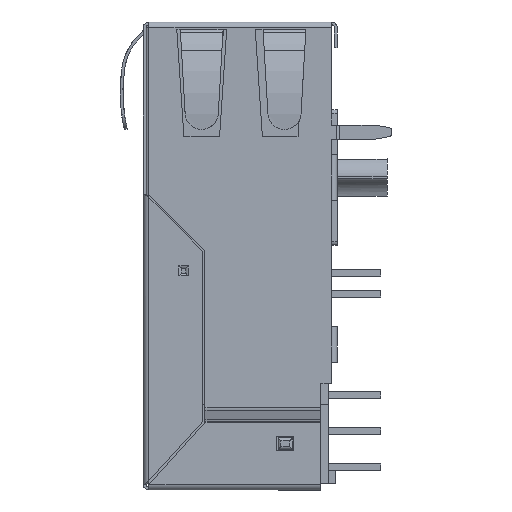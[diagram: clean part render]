
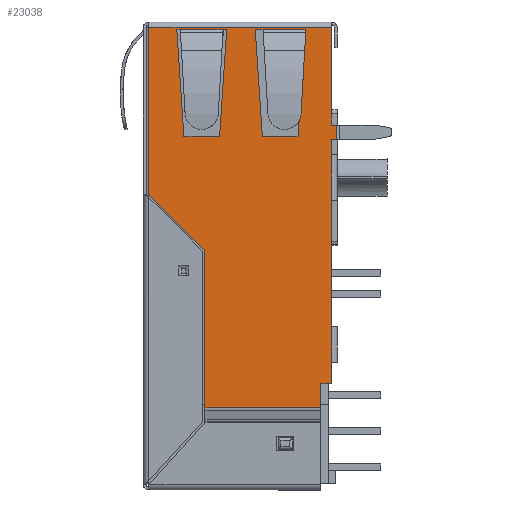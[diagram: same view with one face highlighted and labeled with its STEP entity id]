
A CAD part, left-side view. The second image highlights one B-rep face of the part: STEP entity #23038.
In plain terms, the highlighted face is planar.
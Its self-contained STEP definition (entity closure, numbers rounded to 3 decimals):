
#1646=ORIENTED_EDGE('',*,*,#6546,.T.);
#1647=ORIENTED_EDGE('',*,*,#6547,.T.);
#1648=ORIENTED_EDGE('',*,*,#6548,.T.);
#1649=ORIENTED_EDGE('',*,*,#6549,.T.);
#1650=ORIENTED_EDGE('',*,*,#6550,.T.);
#1651=ORIENTED_EDGE('',*,*,#6551,.T.);
#1652=ORIENTED_EDGE('',*,*,#6552,.F.);
#1653=ORIENTED_EDGE('',*,*,#6553,.T.);
#1654=ORIENTED_EDGE('',*,*,#6554,.T.);
#1655=ORIENTED_EDGE('',*,*,#6555,.T.);
#1656=ORIENTED_EDGE('',*,*,#6556,.T.);
#1657=ORIENTED_EDGE('',*,*,#6557,.F.);
#1658=ORIENTED_EDGE('',*,*,#6558,.T.);
#1659=ORIENTED_EDGE('',*,*,#6544,.T.);
#1660=ORIENTED_EDGE('',*,*,#6559,.T.);
#1661=ORIENTED_EDGE('',*,*,#6522,.F.);
#1662=ORIENTED_EDGE('',*,*,#6560,.F.);
#1663=ORIENTED_EDGE('',*,*,#6561,.T.);
#1664=ORIENTED_EDGE('',*,*,#6562,.T.);
#1665=ORIENTED_EDGE('',*,*,#6563,.T.);
#1666=ORIENTED_EDGE('',*,*,#6564,.T.);
#1667=ORIENTED_EDGE('',*,*,#6565,.T.);
#1668=ORIENTED_EDGE('',*,*,#6566,.T.);
#1669=ORIENTED_EDGE('',*,*,#6567,.T.);
#1670=ORIENTED_EDGE('',*,*,#6568,.T.);
#1671=ORIENTED_EDGE('',*,*,#6569,.T.);
#1672=ORIENTED_EDGE('',*,*,#6570,.T.);
#1673=ORIENTED_EDGE('',*,*,#6571,.T.);
#1674=ORIENTED_EDGE('',*,*,#6572,.T.);
#6522=EDGE_CURVE('',#8947,#8948,#10335,.T.);
#6544=EDGE_CURVE('',#8970,#8969,#10349,.T.);
#6546=EDGE_CURVE('',#8971,#8972,#10351,.T.);
#6547=EDGE_CURVE('',#8972,#8973,#10352,.T.);
#6548=EDGE_CURVE('',#8973,#8974,#10353,.T.);
#6549=EDGE_CURVE('',#8974,#8975,#10354,.T.);
#6550=EDGE_CURVE('',#8975,#8976,#10355,.T.);
#6551=EDGE_CURVE('',#8976,#8977,#10356,.T.);
#6552=EDGE_CURVE('',#8971,#8977,#10357,.T.);
#6553=EDGE_CURVE('',#8978,#8979,#10358,.T.);
#6554=EDGE_CURVE('',#8979,#8980,#10359,.T.);
#6555=EDGE_CURVE('',#8980,#8981,#10360,.T.);
#6556=EDGE_CURVE('',#8981,#8982,#10361,.T.);
#6557=EDGE_CURVE('',#8983,#8982,#10362,.T.);
#6558=EDGE_CURVE('',#8983,#8978,#10363,.T.);
#6559=EDGE_CURVE('',#8969,#8948,#10364,.T.);
#6560=EDGE_CURVE('',#8984,#8947,#10365,.T.);
#6561=EDGE_CURVE('',#8984,#8985,#10366,.T.);
#6562=EDGE_CURVE('',#8985,#8986,#10367,.T.);
#6563=EDGE_CURVE('',#8986,#8987,#10368,.T.);
#6564=EDGE_CURVE('',#8987,#8988,#10369,.T.);
#6565=EDGE_CURVE('',#8988,#8989,#10370,.T.);
#6566=EDGE_CURVE('',#8989,#8990,#10371,.T.);
#6567=EDGE_CURVE('',#8990,#8991,#10372,.T.);
#6568=EDGE_CURVE('',#8991,#8992,#10373,.T.);
#6569=EDGE_CURVE('',#8992,#8993,#10374,.T.);
#6570=EDGE_CURVE('',#8993,#8994,#10375,.T.);
#6571=EDGE_CURVE('',#8994,#8995,#10376,.T.);
#6572=EDGE_CURVE('',#8995,#8970,#10377,.T.);
#8947=VERTEX_POINT('',#31296);
#8948=VERTEX_POINT('',#31297);
#8969=VERTEX_POINT('',#31340);
#8970=VERTEX_POINT('',#31342);
#8971=VERTEX_POINT('',#31346);
#8972=VERTEX_POINT('',#31347);
#8973=VERTEX_POINT('',#31349);
#8974=VERTEX_POINT('',#31351);
#8975=VERTEX_POINT('',#31353);
#8976=VERTEX_POINT('',#31355);
#8977=VERTEX_POINT('',#31357);
#8978=VERTEX_POINT('',#31360);
#8979=VERTEX_POINT('',#31361);
#8980=VERTEX_POINT('',#31363);
#8981=VERTEX_POINT('',#31365);
#8982=VERTEX_POINT('',#31367);
#8983=VERTEX_POINT('',#31369);
#8984=VERTEX_POINT('',#31373);
#8985=VERTEX_POINT('',#31375);
#8986=VERTEX_POINT('',#31377);
#8987=VERTEX_POINT('',#31379);
#8988=VERTEX_POINT('',#31381);
#8989=VERTEX_POINT('',#31383);
#8990=VERTEX_POINT('',#31385);
#8991=VERTEX_POINT('',#31387);
#8992=VERTEX_POINT('',#31389);
#8993=VERTEX_POINT('',#31391);
#8994=VERTEX_POINT('',#31393);
#8995=VERTEX_POINT('',#31395);
#10335=LINE('',#31295,#12060);
#10349=LINE('',#31341,#12074);
#10351=LINE('',#31345,#12076);
#10352=LINE('',#31348,#12077);
#10353=LINE('',#31350,#12078);
#10354=LINE('',#31352,#12079);
#10355=LINE('',#31354,#12080);
#10356=LINE('',#31356,#12081);
#10357=LINE('',#31358,#12082);
#10358=LINE('',#31359,#12083);
#10359=LINE('',#31362,#12084);
#10360=LINE('',#31364,#12085);
#10361=LINE('',#31366,#12086);
#10362=LINE('',#31368,#12087);
#10363=LINE('',#31370,#12088);
#10364=LINE('',#31371,#12089);
#10365=LINE('',#31372,#12090);
#10366=LINE('',#31374,#12091);
#10367=LINE('',#31376,#12092);
#10368=LINE('',#31378,#12093);
#10369=LINE('',#31380,#12094);
#10370=LINE('',#31382,#12095);
#10371=LINE('',#31384,#12096);
#10372=LINE('',#31386,#12097);
#10373=LINE('',#31388,#12098);
#10374=LINE('',#31390,#12099);
#10375=LINE('',#31392,#12100);
#10376=LINE('',#31394,#12101);
#10377=LINE('',#31396,#12102);
#12060=VECTOR('',#25646,1000.);
#12074=VECTOR('',#25678,1000.);
#12076=VECTOR('',#25682,1000.);
#12077=VECTOR('',#25683,1000.);
#12078=VECTOR('',#25684,1000.);
#12079=VECTOR('',#25685,1000.);
#12080=VECTOR('',#25686,1000.);
#12081=VECTOR('',#25687,1000.);
#12082=VECTOR('',#25688,1000.);
#12083=VECTOR('',#25689,1000.);
#12084=VECTOR('',#25690,1000.);
#12085=VECTOR('',#25691,1000.);
#12086=VECTOR('',#25692,1000.);
#12087=VECTOR('',#25693,1000.);
#12088=VECTOR('',#25694,1000.);
#12089=VECTOR('',#25695,1000.);
#12090=VECTOR('',#25696,1000.);
#12091=VECTOR('',#25697,1000.);
#12092=VECTOR('',#25698,1000.);
#12093=VECTOR('',#25699,1000.);
#12094=VECTOR('',#25700,1000.);
#12095=VECTOR('',#25701,1000.);
#12096=VECTOR('',#25702,1000.);
#12097=VECTOR('',#25703,1000.);
#12098=VECTOR('',#25704,1000.);
#12099=VECTOR('',#25705,1000.);
#12100=VECTOR('',#25706,1000.);
#12101=VECTOR('',#25707,1000.);
#12102=VECTOR('',#25708,1000.);
#13666=EDGE_LOOP('',(#1646,#1647,#1648,#1649,#1650,#1651,#1652));
#13667=EDGE_LOOP('',(#1653,#1654,#1655,#1656,#1657,#1658));
#13668=EDGE_LOOP('',(#1659,#1660,#1661,#1662,#1663,#1664,#1665,#1666,#1667,
#1668,#1669,#1670,#1671,#1672,#1673,#1674));
#14715=FACE_BOUND('',#13666,.T.);
#14716=FACE_BOUND('',#13667,.T.);
#14717=FACE_BOUND('',#13668,.T.);
#15707=PLANE('',#24081);
#23038=ADVANCED_FACE('',(#14715,#14716,#14717),#15707,.T.);
#24081=AXIS2_PLACEMENT_3D('',#31344,#25680,#25681);
#25646=DIRECTION('',(-1.,0.,0.));
#25678=DIRECTION('',(-1.,0.,0.));
#25680=DIRECTION('',(0.,-1.,0.));
#25681=DIRECTION('',(1.,0.,0.));
#25682=DIRECTION('',(-0.998,0.,0.066));
#25683=DIRECTION('',(0.,0.,1.));
#25684=DIRECTION('',(0.998,0.,0.066));
#25685=DIRECTION('',(0.,0.,-1.));
#25686=DIRECTION('',(0.,0.,-1.));
#25687=DIRECTION('',(-0.998,0.,0.057));
#25688=DIRECTION('',(0.,0.,-1.));
#25689=DIRECTION('',(-0.998,0.,0.066));
#25690=DIRECTION('',(0.,0.,1.));
#25691=DIRECTION('',(0.998,0.,0.066));
#25692=DIRECTION('',(0.,0.,-1.));
#25693=DIRECTION('',(0.,0.,1.));
#25694=DIRECTION('',(0.,0.,-1.));
#25695=DIRECTION('',(0.,0.,-1.));
#25696=DIRECTION('',(0.,0.,1.));
#25697=DIRECTION('',(1.,0.,0.));
#25698=DIRECTION('',(1.,0.,0.));
#25699=DIRECTION('',(1.,0.,0.));
#25700=DIRECTION('',(1.,0.,0.));
#25701=DIRECTION('',(1.,0.,0.));
#25702=DIRECTION('',(0.,0.,-1.));
#25703=DIRECTION('',(1.,0.,0.));
#25704=DIRECTION('',(0.,0.,1.));
#25705=DIRECTION('',(1.,0.,0.));
#25706=DIRECTION('',(0.,0.,1.));
#25707=DIRECTION('',(-1.,0.,0.));
#25708=DIRECTION('',(-0.707,0.,-0.707));
#31295=CARTESIAN_POINT('',(-8.95,-8.3,1.15));
#31296=CARTESIAN_POINT('',(-8.95,-8.3,1.15));
#31297=CARTESIAN_POINT('',(-10.641,-8.3,1.15));
#31340=CARTESIAN_POINT('',(-10.641,-8.3,9.27));
#31341=CARTESIAN_POINT('',(0.4,-8.3,9.27));
#31342=CARTESIAN_POINT('',(0.4,-8.3,9.27));
#31344=CARTESIAN_POINT('',(0.,-8.3,0.));
#31345=CARTESIAN_POINT('',(15.9,-8.3,2.25));
#31346=CARTESIAN_POINT('',(15.486,-8.3,2.277));
#31347=CARTESIAN_POINT('',(8.35,-8.3,2.75));
#31348=CARTESIAN_POINT('',(8.35,-8.3,2.75));
#31349=CARTESIAN_POINT('',(8.35,-8.3,5.25));
#31350=CARTESIAN_POINT('',(8.35,-8.3,5.25));
#31351=CARTESIAN_POINT('',(15.9,-8.3,5.75));
#31352=CARTESIAN_POINT('',(15.9,-8.3,5.75));
#31353=CARTESIAN_POINT('',(15.9,-8.3,5.2));
#31354=CARTESIAN_POINT('',(15.9,-8.3,5.2));
#31355=CARTESIAN_POINT('',(15.9,-8.3,2.2));
#31356=CARTESIAN_POINT('',(15.9,-8.3,2.2));
#31357=CARTESIAN_POINT('',(15.486,-8.3,2.224));
#31358=CARTESIAN_POINT('',(15.486,-8.3,5.2));
#31359=CARTESIAN_POINT('',(15.9,-8.3,7.75));
#31360=CARTESIAN_POINT('',(15.9,-8.3,7.75));
#31361=CARTESIAN_POINT('',(8.35,-8.3,8.25));
#31362=CARTESIAN_POINT('',(8.35,-8.3,8.25));
#31363=CARTESIAN_POINT('',(8.35,-8.3,10.75));
#31364=CARTESIAN_POINT('',(8.35,-8.3,10.75));
#31365=CARTESIAN_POINT('',(15.9,-8.3,11.25));
#31366=CARTESIAN_POINT('',(15.9,-8.3,11.25));
#31367=CARTESIAN_POINT('',(15.9,-8.3,11.));
#31368=CARTESIAN_POINT('',(15.9,-8.3,8.));
#31369=CARTESIAN_POINT('',(15.9,-8.3,8.));
#31370=CARTESIAN_POINT('',(15.9,-8.3,11.25));
#31371=CARTESIAN_POINT('',(-10.641,-8.3,9.27));
#31372=CARTESIAN_POINT('',(-8.95,-8.3,0.4));
#31373=CARTESIAN_POINT('',(-8.95,-8.3,0.4));
#31374=CARTESIAN_POINT('',(16.209,-8.3,0.4));
#31375=CARTESIAN_POINT('',(-7.45,-8.3,0.4));
#31376=CARTESIAN_POINT('',(-7.45,-8.3,0.4));
#31377=CARTESIAN_POINT('',(-4.95,-8.3,0.4));
#31378=CARTESIAN_POINT('',(16.209,-8.3,0.4));
#31379=CARTESIAN_POINT('',(3.9,-8.3,0.4));
#31380=CARTESIAN_POINT('',(3.9,-8.3,0.4));
#31381=CARTESIAN_POINT('',(7.1,-8.3,0.4));
#31382=CARTESIAN_POINT('',(16.209,-8.3,0.4));
#31383=CARTESIAN_POINT('',(8.18,-8.3,0.4));
#31384=CARTESIAN_POINT('',(8.18,-8.3,0.4));
#31385=CARTESIAN_POINT('',(8.18,-8.3,0.024));
#31386=CARTESIAN_POINT('',(9.18,-8.3,0.024));
#31387=CARTESIAN_POINT('',(9.18,-8.3,0.024));
#31388=CARTESIAN_POINT('',(9.18,-8.3,-2.6));
#31389=CARTESIAN_POINT('',(9.18,-8.3,0.4));
#31390=CARTESIAN_POINT('',(16.209,-8.3,0.4));
#31391=CARTESIAN_POINT('',(16.,-8.3,0.4));
#31392=CARTESIAN_POINT('',(16.,-8.3,0.4));
#31393=CARTESIAN_POINT('',(16.,-8.3,13.2));
#31394=CARTESIAN_POINT('',(16.209,-8.3,13.2));
#31395=CARTESIAN_POINT('',(4.33,-8.3,13.2));
#31396=CARTESIAN_POINT('',(4.33,-8.3,13.2));
